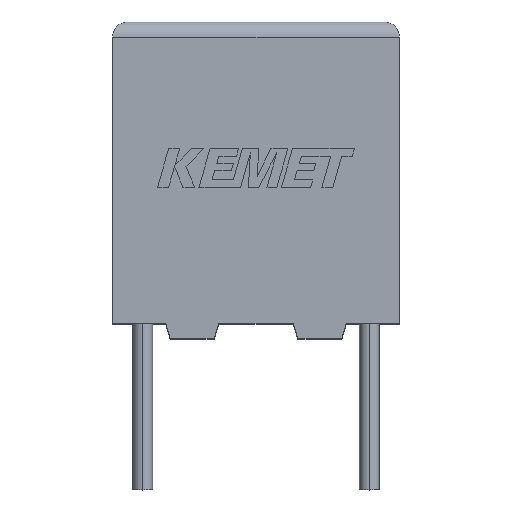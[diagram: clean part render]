
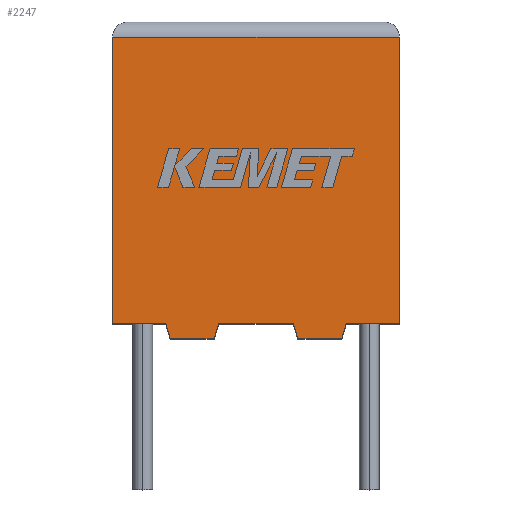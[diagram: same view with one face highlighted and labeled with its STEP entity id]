
A CAD part, top view. The second image highlights one B-rep face of the part: STEP entity #2247.
In plain terms, the highlighted planar face has unit normal (0, 0, 1).
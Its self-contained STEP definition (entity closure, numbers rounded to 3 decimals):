
#9 = VECTOR ( 'NONE', #3030, 1000. ) ;
#19 = ORIENTED_EDGE ( 'NONE', *, *, #2485, .T. ) ;
#24 = CARTESIAN_POINT ( 'NONE',  ( 1.91, -0.5, 4.5 ) ) ;
#26 = LINE ( 'NONE', #2066, #1760 ) ;
#62 = LINE ( 'NONE', #570, #834 ) ;
#137 = CARTESIAN_POINT ( 'NONE',  ( 3.514, 0., 4.5 ) ) ;
#142 = VERTEX_POINT ( 'NONE', #2124 ) ;
#148 = ORIENTED_EDGE ( 'NONE', *, *, #564, .F. ) ;
#181 = VERTEX_POINT ( 'NONE', #24 ) ;
#220 = CARTESIAN_POINT ( 'NONE',  ( 9.5, 9.5, 4.5 ) ) ;
#268 = DIRECTION ( 'NONE',  ( 1., 0., 0. ) ) ;
#295 = ORIENTED_EDGE ( 'NONE', *, *, #2604, .T. ) ;
#353 = LINE ( 'NONE', #1824, #1538 ) ;
#483 = EDGE_CURVE ( 'NONE', #2342, #1591, #3036, .T. ) ;
#564 = EDGE_CURVE ( 'NONE', #639, #1884, #640, .T. ) ;
#570 = CARTESIAN_POINT ( 'NONE',  ( 1.76, 0., 4.5 ) ) ;
#584 = ORIENTED_EDGE ( 'NONE', *, *, #1159, .T. ) ;
#599 = CARTESIAN_POINT ( 'NONE',  ( 0., 0., 4.5 ) ) ;
#602 = CARTESIAN_POINT ( 'NONE',  ( 7.74, 0., 4.5 ) ) ;
#611 = CARTESIAN_POINT ( 'NONE',  ( 6.136, -0.5, 4.5 ) ) ;
#630 = VECTOR ( 'NONE', #1615, 1000. ) ;
#639 = VERTEX_POINT ( 'NONE', #3204 ) ;
#640 = LINE ( 'NONE', #3188, #3082 ) ;
#689 = LINE ( 'NONE', #2264, #2250 ) ;
#711 = LINE ( 'NONE', #2982, #894 ) ;
#763 = ORIENTED_EDGE ( 'NONE', *, *, #803, .T. ) ;
#803 = EDGE_CURVE ( 'NONE', #1968, #2041, #1359, .T. ) ;
#820 = VECTOR ( 'NONE', #1609, 1000. ) ;
#834 = VECTOR ( 'NONE', #1584, 1000. ) ;
#848 = CARTESIAN_POINT ( 'NONE',  ( 9.5, 0., 4.5 ) ) ;
#894 = VECTOR ( 'NONE', #268, 1000. ) ;
#989 = CARTESIAN_POINT ( 'NONE',  ( 9.5, 0., 4.5 ) ) ;
#994 = DIRECTION ( 'NONE',  ( 0.287, 0.958, 0. ) ) ;
#1000 = CARTESIAN_POINT ( 'NONE',  ( 5.986, 0., 4.5 ) ) ;
#1053 = DIRECTION ( 'NONE',  ( 0., 0., -1. ) ) ;
#1159 = EDGE_CURVE ( 'NONE', #1591, #1534, #1408, .T. ) ;
#1273 = LINE ( 'NONE', #1729, #3153 ) ;
#1283 = VERTEX_POINT ( 'NONE', #1000 ) ;
#1291 = DIRECTION ( 'NONE',  ( -1., 0., 0. ) ) ;
#1304 = DIRECTION ( 'NONE',  ( -0.287, 0.958, 0. ) ) ;
#1359 = LINE ( 'NONE', #1827, #9 ) ;
#1369 = EDGE_CURVE ( 'NONE', #2041, #2130, #26, .T. ) ;
#1408 = LINE ( 'NONE', #848, #2659 ) ;
#1419 = ORIENTED_EDGE ( 'NONE', *, *, #1369, .T. ) ;
#1424 = DIRECTION ( 'NONE',  ( -1., 0., 0. ) ) ;
#1534 = VERTEX_POINT ( 'NONE', #220 ) ;
#1538 = VECTOR ( 'NONE', #1304, 1000. ) ;
#1584 = DIRECTION ( 'NONE',  ( 0.287, -0.958, 0. ) ) ;
#1586 = EDGE_CURVE ( 'NONE', #2342, #639, #689, .T. ) ;
#1591 = VERTEX_POINT ( 'NONE', #989 ) ;
#1609 = DIRECTION ( 'NONE',  ( 1., 0., 0. ) ) ;
#1615 = DIRECTION ( 'NONE',  ( 1., 0., 0. ) ) ;
#1623 = ORIENTED_EDGE ( 'NONE', *, *, #1787, .F. ) ;
#1674 = ORIENTED_EDGE ( 'NONE', *, *, #1991, .T. ) ;
#1714 = CARTESIAN_POINT ( 'NONE',  ( 0., 9.5, 4.5 ) ) ;
#1729 = CARTESIAN_POINT ( 'NONE',  ( 0., 9.5, 4.5 ) ) ;
#1740 = AXIS2_PLACEMENT_3D ( 'NONE', #2530, #1053, #2212 ) ;
#1760 = VECTOR ( 'NONE', #2568, 1000. ) ;
#1787 = EDGE_CURVE ( 'NONE', #1884, #1283, #353, .T. ) ;
#1824 = CARTESIAN_POINT ( 'NONE',  ( 6.136, -0.5, 4.5 ) ) ;
#1827 = CARTESIAN_POINT ( 'NONE',  ( 0., 0., 4.5 ) ) ;
#1836 = CARTESIAN_POINT ( 'NONE',  ( 0., 0., 4.5 ) ) ;
#1884 = VERTEX_POINT ( 'NONE', #611 ) ;
#1968 = VERTEX_POINT ( 'NONE', #1714 ) ;
#1991 = EDGE_CURVE ( 'NONE', #142, #3131, #2267, .T. ) ;
#2036 = ORIENTED_EDGE ( 'NONE', *, *, #1586, .F. ) ;
#2041 = VERTEX_POINT ( 'NONE', #1836 ) ;
#2066 = CARTESIAN_POINT ( 'NONE',  ( 0., 0., 4.5 ) ) ;
#2124 = CARTESIAN_POINT ( 'NONE',  ( 3.364, -0.5, 4.5 ) ) ;
#2130 = VERTEX_POINT ( 'NONE', #2916 ) ;
#2154 = DIRECTION ( 'NONE',  ( 0., 1., 0. ) ) ;
#2212 = DIRECTION ( 'NONE',  ( -1., 0., 0. ) ) ;
#2247 = ADVANCED_FACE ( 'NONE', ( #2396 ), #2931, .F. ) ;
#2250 = VECTOR ( 'NONE', #2279, 1000. ) ;
#2264 = CARTESIAN_POINT ( 'NONE',  ( 7.74, 0., 4.5 ) ) ;
#2267 = LINE ( 'NONE', #3244, #3107 ) ;
#2279 = DIRECTION ( 'NONE',  ( -0.287, -0.958, 0. ) ) ;
#2342 = VERTEX_POINT ( 'NONE', #602 ) ;
#2396 = FACE_OUTER_BOUND ( 'NONE', #2852, .T. ) ;
#2467 = ORIENTED_EDGE ( 'NONE', *, *, #2773, .T. ) ;
#2485 = EDGE_CURVE ( 'NONE', #2130, #181, #62, .T. ) ;
#2530 = CARTESIAN_POINT ( 'NONE',  ( 0., 0., 4.5 ) ) ;
#2568 = DIRECTION ( 'NONE',  ( 1., 0., 0. ) ) ;
#2581 = EDGE_CURVE ( 'NONE', #1534, #1968, #1273, .T. ) ;
#2599 = CARTESIAN_POINT ( 'NONE',  ( 0., 0., 4.5 ) ) ;
#2604 = EDGE_CURVE ( 'NONE', #181, #142, #711, .T. ) ;
#2659 = VECTOR ( 'NONE', #2154, 1000. ) ;
#2773 = EDGE_CURVE ( 'NONE', #3131, #1283, #3094, .T. ) ;
#2852 = EDGE_LOOP ( 'NONE', ( #584, #3190, #763, #1419, #19, #295, #1674, #2467, #1623, #148, #2036, #2868 ) ) ;
#2868 = ORIENTED_EDGE ( 'NONE', *, *, #483, .T. ) ;
#2916 = CARTESIAN_POINT ( 'NONE',  ( 1.76, 0., 4.5 ) ) ;
#2931 = PLANE ( 'NONE',  #1740 ) ;
#2982 = CARTESIAN_POINT ( 'NONE',  ( 1.91, -0.5, 4.5 ) ) ;
#3030 = DIRECTION ( 'NONE',  ( 0., -1., 0. ) ) ;
#3036 = LINE ( 'NONE', #2599, #820 ) ;
#3082 = VECTOR ( 'NONE', #1424, 1000. ) ;
#3094 = LINE ( 'NONE', #599, #630 ) ;
#3107 = VECTOR ( 'NONE', #994, 1000. ) ;
#3131 = VERTEX_POINT ( 'NONE', #137 ) ;
#3153 = VECTOR ( 'NONE', #1291, 1000. ) ;
#3188 = CARTESIAN_POINT ( 'NONE',  ( 7.59, -0.5, 4.5 ) ) ;
#3190 = ORIENTED_EDGE ( 'NONE', *, *, #2581, .T. ) ;
#3204 = CARTESIAN_POINT ( 'NONE',  ( 7.59, -0.5, 4.5 ) ) ;
#3244 = CARTESIAN_POINT ( 'NONE',  ( 3.364, -0.5, 4.5 ) ) ;
